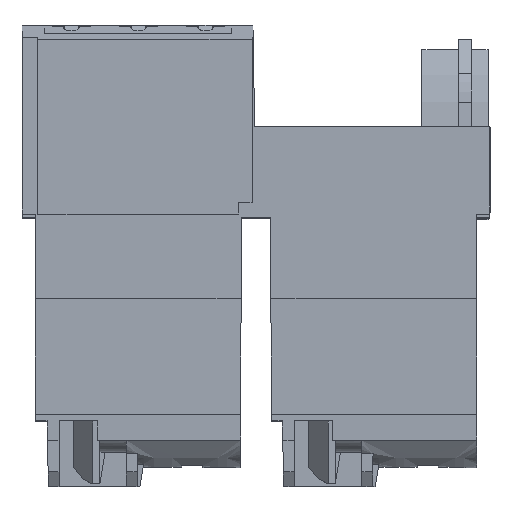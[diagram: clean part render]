
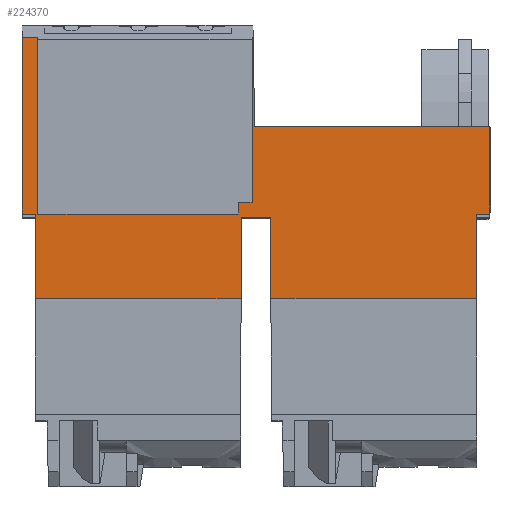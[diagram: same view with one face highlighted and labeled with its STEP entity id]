
A CAD part, top view. The second image highlights one B-rep face of the part: STEP entity #224370.
In plain terms, the highlighted planar face has unit normal (0, 0, 1).
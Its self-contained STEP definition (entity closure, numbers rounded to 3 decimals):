
#200=CARTESIAN_POINT('',(1.1,94.827,
51.695));
#210=VERTEX_POINT('',#200);
#240=CARTESIAN_POINT('',(1.1,51.6,
51.695));
#250=DIRECTION('',(0.,-1.,0.));
#260=VECTOR('',#250,1.);
#270=LINE('',#240,#260);
#280=CARTESIAN_POINT('',(1.1,88.427,
51.695));
#290=VERTEX_POINT('',#280);
#300=EDGE_CURVE('',#210,#290,#270,.T.);
#900=CARTESIAN_POINT('',(16.7,94.527,
51.695));
#910=VERTEX_POINT('',#900);
#2560=CARTESIAN_POINT('',(16.673,88.427,
51.695));
#2570=VERTEX_POINT('',#2560);
#2600=CARTESIAN_POINT('',(16.513,51.6,
51.695));
#2610=DIRECTION('',(0.004,1.,
0.));
#2620=VECTOR('',#2610,1.);
#2630=LINE('',#2600,#2620);
#2640=EDGE_CURVE('',#2570,#910,#2630,.T.);
#44400=CARTESIAN_POINT('',(17.582,108.198,
51.695));
#44410=VERTEX_POINT('',#44400);
#44440=CARTESIAN_POINT('',(53.3,108.198,
51.695));
#44450=DIRECTION('',(1.,0.,0.));
#44460=VECTOR('',#44450,1.);
#44470=LINE('',#44440,#44460);
#44480=CARTESIAN_POINT('',(17.5,108.198,
51.695));
#44490=VERTEX_POINT('',#44480);
#44500=EDGE_CURVE('',#44490,#44410,#44470,.T.);
#44720=CARTESIAN_POINT('',(1.3,108.198,
51.695));
#44730=VERTEX_POINT('',#44720);
#44760=CARTESIAN_POINT('',(53.3,108.198,
51.695));
#44770=DIRECTION('',(1.,0.,0.));
#44780=VECTOR('',#44770,1.);
#44790=LINE('',#44760,#44780);
#44800=CARTESIAN_POINT('',(0.1,108.198,
51.695));
#44810=VERTEX_POINT('',#44800);
#44820=EDGE_CURVE('',#44810,#44730,#44790,.T.);
#45260=CARTESIAN_POINT('',(35.5,94.827,
51.695));
#45270=VERTEX_POINT('',#45260);
#45350=CARTESIAN_POINT('',(34.5,94.827,
51.695));
#45360=VERTEX_POINT('',#45350);
#45390=CARTESIAN_POINT('',(53.3,94.827,
51.695));
#45400=DIRECTION('',(1.,0.,0.));
#45410=VECTOR('',#45400,1.);
#45420=LINE('',#45390,#45410);
#45430=EDGE_CURVE('',#45360,#45270,#45420,.T.);
#46340=CARTESIAN_POINT('',(53.3,94.527,
51.695));
#46350=DIRECTION('',(-1.,0.,0.));
#46360=VECTOR('',#46350,1.);
#46370=LINE('',#46340,#46360);
#46380=CARTESIAN_POINT('',(18.9,94.527,
51.695));
#46390=VERTEX_POINT('',#46380);
#46400=EDGE_CURVE('',#46390,#910,#46370,.T.);
#92570=CARTESIAN_POINT('',(0.1,51.6,
51.695));
#92580=DIRECTION('',(0.,-1.,0.));
#92590=VECTOR('',#92580,1.);
#92600=LINE('',#92570,#92590);
#92610=CARTESIAN_POINT('',(0.1,94.827,
51.695));
#92620=VERTEX_POINT('',#92610);
#92630=EDGE_CURVE('',#44810,#92620,#92600,.T.);
#93840=CARTESIAN_POINT('',(53.3,95.727,
51.695));
#93850=DIRECTION('',(1.,0.,0.));
#93860=VECTOR('',#93850,1.);
#93870=LINE('',#93840,#93860);
#93880=CARTESIAN_POINT('',(16.5,95.727,
51.695));
#93890=VERTEX_POINT('',#93880);
#93900=CARTESIAN_POINT('',(17.5,95.727,
51.695));
#93910=VERTEX_POINT('',#93900);
#93920=EDGE_CURVE('',#93890,#93910,#93870,.T.);
#174860=CARTESIAN_POINT('',(53.3,94.827,
51.695));
#174870=DIRECTION('',(1.,0.,0.));
#174880=VECTOR('',#174870,1.);
#174890=LINE('',#174860,#174880);
#174900=EDGE_CURVE('',#92620,#210,#174890,.T.);
#175550=CARTESIAN_POINT('',(19.087,51.6,
51.695));
#175560=DIRECTION('',(-0.004,1.,
0.));
#175570=VECTOR('',#175560,1.);
#175580=LINE('',#175550,#175570);
#175590=CARTESIAN_POINT('',(18.927,88.427,
51.695));
#175600=VERTEX_POINT('',#175590);
#175610=EDGE_CURVE('',#175600,#46390,#175580,.T.);
#177060=CARTESIAN_POINT('',(35.5,51.6,
51.695));
#177070=DIRECTION('',(0.,1.,0.));
#177080=VECTOR('',#177070,1.);
#177090=LINE('',#177060,#177080);
#177100=CARTESIAN_POINT('',(35.5,101.427,
51.695));
#177110=VERTEX_POINT('',#177100);
#177120=EDGE_CURVE('',#45270,#177110,#177090,.T.);
#177390=CARTESIAN_POINT('',(17.5,112.584,
51.695));
#177400=DIRECTION('',(0.,-1.,0.));
#177410=VECTOR('',#177400,1.);
#177420=LINE('',#177390,#177410);
#177430=EDGE_CURVE('',#44490,#93910,#177420,.T.);
#184950=CARTESIAN_POINT('',(71.1,88.427,
51.695));
#184960=DIRECTION('',(1.,0.,0.));
#184970=VECTOR('',#184960,1.);
#184980=LINE('',#184950,#184970);
#184990=CARTESIAN_POINT('',(34.5,88.427,
51.695));
#185000=VERTEX_POINT('',#184990);
#185010=EDGE_CURVE('',#175600,#185000,#184980,.T.);
#185190=CARTESIAN_POINT('',(16.5,51.6,
51.695));
#185200=DIRECTION('',(0.,1.,0.));
#185210=VECTOR('',#185200,1.);
#185220=LINE('',#185190,#185210);
#185230=CARTESIAN_POINT('',(16.5,94.827,
51.695));
#185240=VERTEX_POINT('',#185230);
#185250=EDGE_CURVE('',#185240,#93890,#185220,.T.);
#209950=CARTESIAN_POINT('',(53.3,94.827,
51.695));
#209960=DIRECTION('',(1.,0.,0.));
#209970=VECTOR('',#209960,1.);
#209980=LINE('',#209950,#209970);
#209990=CARTESIAN_POINT('',(1.3,94.827,
51.695));
#210000=VERTEX_POINT('',#209990);
#210010=EDGE_CURVE('',#210000,#185240,#209980,.T.);
#210770=CARTESIAN_POINT('',(17.7,101.427,
51.695));
#210780=VERTEX_POINT('',#210770);
#210810=CARTESIAN_POINT('',(18.57,51.6,
51.695));
#210820=DIRECTION('',(-0.017,1.,
0.));
#210830=VECTOR('',#210820,1.);
#210840=LINE('',#210810,#210830);
#210850=EDGE_CURVE('',#210780,#44410,#210840,.T.);
#213440=CARTESIAN_POINT('',(34.5,51.6,
51.695));
#213450=DIRECTION('',(0.,1.,0.));
#213460=VECTOR('',#213450,1.);
#213470=LINE('',#213440,#213460);
#213480=EDGE_CURVE('',#185000,#45360,#213470,.T.);
#220630=CARTESIAN_POINT('',(1.3,112.584,
51.695));
#220640=DIRECTION('',(0.,-1.,0.));
#220650=VECTOR('',#220640,1.);
#220660=LINE('',#220630,#220650);
#220670=EDGE_CURVE('',#44730,#210000,#220660,.T.);
#223940=CARTESIAN_POINT('',(53.3,88.427,
51.695));
#223950=DIRECTION('',(1.,0.,0.));
#223960=VECTOR('',#223950,1.);
#223970=LINE('',#223940,#223960);
#223980=EDGE_CURVE('',#290,#2570,#223970,.T.);
#224050=CARTESIAN_POINT('',(1.1,94.527,
51.695));
#224060=DIRECTION('',(0.,0.,-1.));
#224070=DIRECTION('',(0.,1.,0.));
#224080=AXIS2_PLACEMENT_3D('',#224050,#224060,#224070);
#224090=PLANE('',#224080);
#224100=ORIENTED_EDGE('',*,*,#2640,.T.);
#224110=ORIENTED_EDGE('',*,*,#223980,.T.);
#224120=ORIENTED_EDGE('',*,*,#300,.T.);
#224130=ORIENTED_EDGE('',*,*,#174900,.T.);
#224140=ORIENTED_EDGE('',*,*,#92630,.T.);
#224150=ORIENTED_EDGE('',*,*,#44820,.F.);
#224160=ORIENTED_EDGE('',*,*,#220670,.F.);
#224170=ORIENTED_EDGE('',*,*,#210010,.F.);
#224180=ORIENTED_EDGE('',*,*,#185250,.F.);
#224190=ORIENTED_EDGE('',*,*,#93920,.F.);
#224200=ORIENTED_EDGE('',*,*,#177430,.T.);
#224210=ORIENTED_EDGE('',*,*,#44500,.F.);
#224220=ORIENTED_EDGE('',*,*,#210850,.T.);
#224230=CARTESIAN_POINT('',(53.3,101.427,
51.695));
#224240=DIRECTION('',(1.,0.,0.));
#224250=VECTOR('',#224240,1.);
#224260=LINE('',#224230,#224250);
#224270=EDGE_CURVE('',#210780,#177110,#224260,.T.);
#224280=ORIENTED_EDGE('',*,*,#224270,.F.);
#224290=ORIENTED_EDGE('',*,*,#177120,.T.);
#224300=ORIENTED_EDGE('',*,*,#45430,.T.);
#224310=ORIENTED_EDGE('',*,*,#213480,.T.);
#224320=ORIENTED_EDGE('',*,*,#185010,.T.);
#224330=ORIENTED_EDGE('',*,*,#175610,.F.);
#224340=ORIENTED_EDGE('',*,*,#46400,.F.);
#224350=EDGE_LOOP('',(#224340,#224330,#224320,#224310,#224300,#224290,
#224280,#224220,#224210,#224200,#224190,#224180,#224170,#224160,#224150,
#224140,#224130,#224120,#224110,#224100));
#224360=FACE_OUTER_BOUND('',#224350,.T.);
#224370=ADVANCED_FACE('',(#224360),#224090,.F.);
